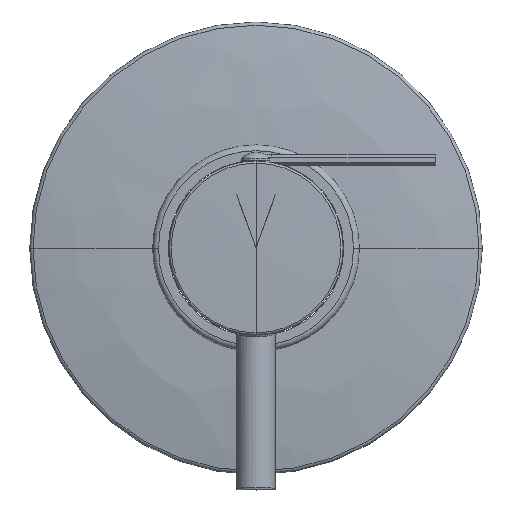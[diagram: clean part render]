
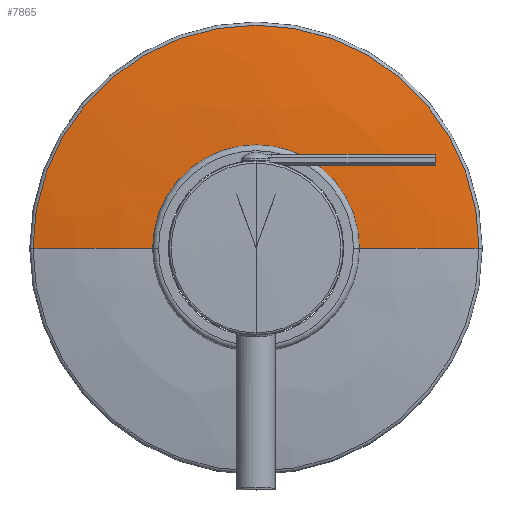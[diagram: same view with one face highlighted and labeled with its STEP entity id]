
A CAD part, top view. The second image highlights one B-rep face of the part: STEP entity #7865.
In plain terms, the highlighted free-form (B-spline) face has degree [3, 3] with [7, 4] control points.
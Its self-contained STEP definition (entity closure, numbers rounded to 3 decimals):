
#7560=CARTESIAN_POINT('',(0.,6.149,0.));
#7561=DIRECTION('',(0.,1.,0.));
#7562=DIRECTION('',(-1.,0.,0.));
#7563=AXIS2_PLACEMENT_3D('',#7560,#7561,#7562);
#7592=CARTESIAN_POINT('',(25.,-174.,0.));
#7593=DIRECTION('',(0.,0.,1.));
#7594=DIRECTION('',(0.176,0.984,0.));
#7595=AXIS2_PLACEMENT_3D('',#7592,#7593,#7594);
#7600=CARTESIAN_POINT('',(-25.,-174.,0.));
#7601=DIRECTION('',(0.,0.,-1.));
#7602=DIRECTION('',(-0.176,0.984,0.));
#7603=AXIS2_PLACEMENT_3D('',#7600,#7601,#7602);
#7630=CARTESIAN_POINT('',(0.,9.,0.));
#7631=DIRECTION('',(0.,-1.,0.));
#7632=DIRECTION('',(1.,0.,0.));
#7633=AXIS2_PLACEMENT_3D('',#7630,#7631,#7632);
#7794=CARTESIAN_POINT('',(25.,9.,0.));
#7796=VERTEX_POINT('',#7794);
#7798=CARTESIAN_POINT('',(-25.,9.,0.));
#7800=VERTEX_POINT('',#7798);
#7810=CARTESIAN_POINT('',(57.176,6.149,0.));
#7811=CARTESIAN_POINT('',(-57.176,6.149,
0.));
#7812=VERTEX_POINT('',#7810);
#7813=VERTEX_POINT('',#7811);
#7826=CARTESIAN_POINT('',(24.305,8.999,-1.529));
#7827=CARTESIAN_POINT('',(35.511,9.039,-2.234));
#7828=CARTESIAN_POINT('',(46.674,8.048,-2.936));
#7829=CARTESIAN_POINT('',(57.698,6.034,-3.63));
#7830=CARTESIAN_POINT('',(25.246,8.999,13.428));
#7831=CARTESIAN_POINT('',(36.886,9.039,19.619));
#7832=CARTESIAN_POINT('',(48.481,8.048,25.786));
#7833=CARTESIAN_POINT('',(59.932,6.034,31.877));
#7834=CARTESIAN_POINT('',(14.987,8.999,24.353));
#7835=CARTESIAN_POINT('',(21.897,9.039,35.581));
#7836=CARTESIAN_POINT('',(28.78,8.048,46.766));
#7837=CARTESIAN_POINT('',(35.578,6.034,57.812));
#7838=CARTESIAN_POINT('',(0.,8.999,24.353));
#7839=CARTESIAN_POINT('',(0.,9.039,35.581));
#7840=CARTESIAN_POINT('',(0.,8.048,46.766));
#7841=CARTESIAN_POINT('',(0.,6.034,57.812));
#7842=CARTESIAN_POINT('',(-14.987,8.999,24.353));
#7843=CARTESIAN_POINT('',(-21.897,9.039,35.581));
#7844=CARTESIAN_POINT('',(-28.78,8.048,46.766));
#7845=CARTESIAN_POINT('',(-35.578,6.034,57.812));
#7846=CARTESIAN_POINT('',(-25.246,8.999,13.428));
#7847=CARTESIAN_POINT('',(-36.886,9.039,19.619));
#7848=CARTESIAN_POINT('',(-48.481,8.048,25.786));
#7849=CARTESIAN_POINT('',(-59.932,6.034,31.877));
#7850=CARTESIAN_POINT('',(-24.305,8.999,
-1.529));
#7851=CARTESIAN_POINT('',(-35.511,9.039,
-2.234));
#7852=CARTESIAN_POINT('',(-46.674,8.048,
-2.936));
#7853=CARTESIAN_POINT('',(-57.698,6.034,
-3.63));
#7854=(BOUNDED_SURFACE()B_SPLINE_SURFACE(3,3,((#7826,#7827,#7828,#7829),(#7830,
#7831,#7832,#7833),(#7834,#7835,#7836,#7837),(#7838,#7839,#7840,#7841),(#7842,
#7843,#7844,#7845),(#7846,#7847,#7848,#7849),(#7850,#7851,#7852,#7853)),
.UNSPECIFIED.,.F.,.F.,.F.)B_SPLINE_SURFACE_WITH_KNOTS((4,3,4),(4,4),(0.,1.,
2.),(0.,1.),.UNSPECIFIED.)GEOMETRIC_REPRESENTATION_ITEM()RATIONAL_B_SPLINE_SURFACE(((1.19,1.186,1.186,1.19),(
0.94,0.937,0.937,0.94),(
0.94,0.937,0.937,0.94),(
1.19,1.186,1.186,1.19),(
0.94,0.937,0.937,0.94),(
0.94,0.937,0.937,0.94),(
1.19,1.186,1.186,1.19)))REPRESENTATION_ITEM('')SURFACE());
#7856=ORIENTED_EDGE('',*,*,#7855,.F.);
#7858=ORIENTED_EDGE('',*,*,#7857,.T.);
#7860=ORIENTED_EDGE('',*,*,#7859,.F.);
#7862=ORIENTED_EDGE('',*,*,#7861,.F.);
#7863=EDGE_LOOP('',(#7856,#7858,#7860,#7862));
#7864=FACE_OUTER_BOUND('',#7863,.F.);
#7865=ADVANCED_FACE('',(#7864),#7854,.T.);
#7564=CIRCLE('',#7563,57.176);
#7596=CIRCLE('',#7595,183.);
#7604=CIRCLE('',#7603,183.);
#7634=CIRCLE('',#7633,25.);
#7855=EDGE_CURVE('',#7813,#7812,#7564,.T.);
#7857=EDGE_CURVE('',#7813,#7800,#7604,.T.);
#7859=EDGE_CURVE('',#7796,#7800,#7634,.T.);
#7861=EDGE_CURVE('',#7812,#7796,#7596,.T.);
